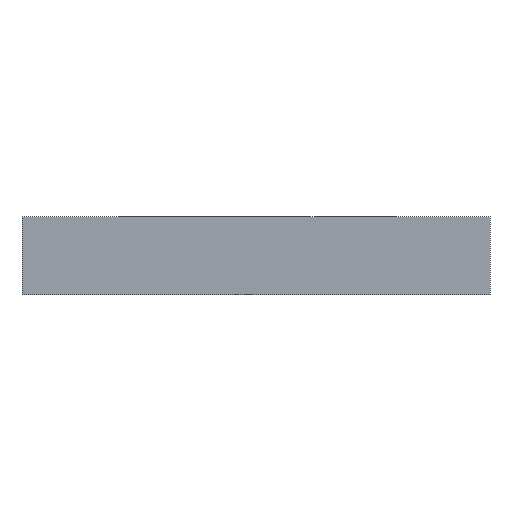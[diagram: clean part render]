
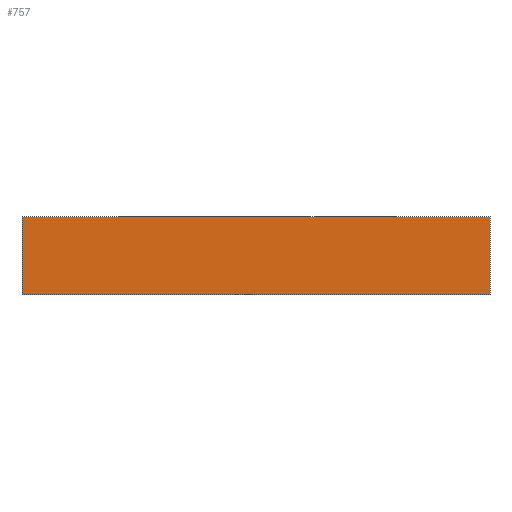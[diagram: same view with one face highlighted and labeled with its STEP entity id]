
A CAD part, front view. The second image highlights one B-rep face of the part: STEP entity #757.
In plain terms, the highlighted planar face has unit normal (0, -1, 0).
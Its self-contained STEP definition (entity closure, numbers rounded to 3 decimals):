
#52=CARTESIAN_POINT('',(-15.,145.,-0.5));
#53=VERTEX_POINT('',#52);
#54=CARTESIAN_POINT('',(15.,145.,-0.5));
#55=VERTEX_POINT('',#54);
#56=CARTESIAN_POINT('',(-15.,145.,-0.5));
#57=DIRECTION('',(1.,0.,-0.));
#58=VECTOR('',#57,30.);
#59=LINE('',#56,#58);
#60=EDGE_CURVE('',#53,#55,#59,.T.);
#727=CARTESIAN_POINT('',(0.,145.,-0.5));
#728=DIRECTION('',(0.,1.,0.));
#729=DIRECTION('',(0.,0.,1.));
#730=AXIS2_PLACEMENT_3D('',#727,#728,#729);
#731=PLANE('',#730);
#732=CARTESIAN_POINT('',(-15.,145.,-5.5));
#733=VERTEX_POINT('',#732);
#734=CARTESIAN_POINT('',(15.,145.,-5.5));
#735=VERTEX_POINT('',#734);
#736=CARTESIAN_POINT('',(-15.,145.,-5.5));
#737=DIRECTION('',(1.,0.,-0.));
#738=VECTOR('',#737,30.);
#739=LINE('',#736,#738);
#740=EDGE_CURVE('',#733,#735,#739,.T.);
#741=ORIENTED_EDGE('',*,*,#740,.T.);
#742=CARTESIAN_POINT('',(15.,145.,-0.5));
#743=DIRECTION('',(0.,0.,-1.));
#744=VECTOR('',#743,5.);
#745=LINE('',#742,#744);
#746=EDGE_CURVE('',#55,#735,#745,.T.);
#747=ORIENTED_EDGE('',*,*,#746,.F.);
#748=ORIENTED_EDGE('',*,*,#60,.F.);
#749=CARTESIAN_POINT('',(-15.,145.,-0.5));
#750=DIRECTION('',(0.,0.,-1.));
#751=VECTOR('',#750,5.);
#752=LINE('',#749,#751);
#753=EDGE_CURVE('',#53,#733,#752,.T.);
#754=ORIENTED_EDGE('',*,*,#753,.T.);
#755=EDGE_LOOP('',(#741,#747,#748,#754));
#756=FACE_BOUND('',#755,.T.);
#757=ADVANCED_FACE('',(#756),#731,.F.);
